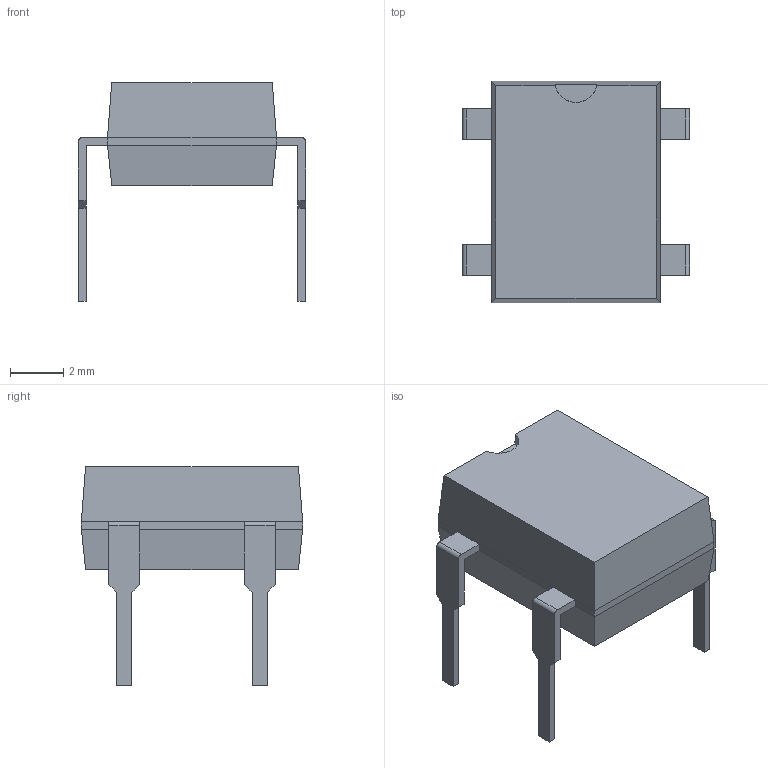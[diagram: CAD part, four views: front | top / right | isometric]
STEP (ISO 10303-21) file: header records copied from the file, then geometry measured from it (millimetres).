
FILE_DESCRIPTION(('FreeCAD Model'),'2;1');
FILE_NAME('287142.1.1.stp','2020-04-08T07:18:36',( 'Author'),(''),'Open CASCADE STEP processor 6.9','FreeCAD','Unknown' );
FILE_SCHEMA(('AUTOMOTIVE_DESIGN { 1 0 10303 214 1 1 1 1 }'));
Length unit declared in the file: millimetre
Products named in the file (3): ASSEMBLY; Body; PinsArrayLR
Assembly tree (2 placements, depth 2):
  ASSEMBLY
    Body
    PinsArrayLR
Bounding box: 8.54 x 8.31 x 8.22 mm (x, y, z)
Volume: 202.7 mm3; surface area: 274.2 mm2
Topology: 5 solids, 5 shells, 68 faces, 166 edges, 108 vertices
Faces by surface type: plane 63, cylinder 5
Entity records: 4225 total; most frequent: CARTESIAN_POINT 719, DIRECTION 644, LINE 470, VECTOR 470, ORIENTED_EDGE 332, PCURVE 332, DEFINITIONAL_REPRESENTATION 332, EDGE_CURVE 166
